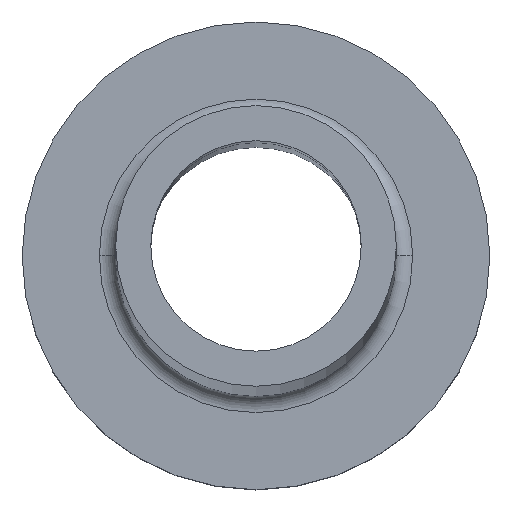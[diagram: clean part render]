
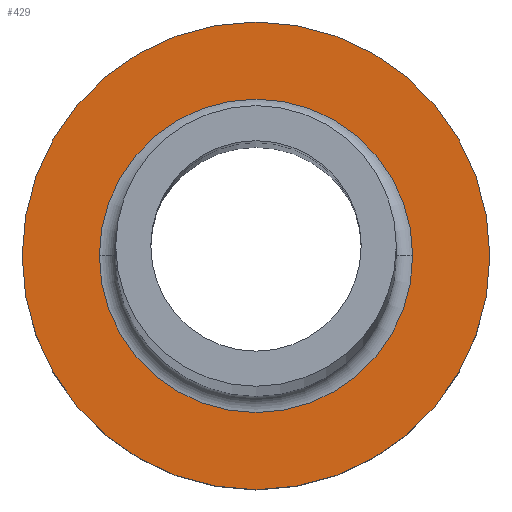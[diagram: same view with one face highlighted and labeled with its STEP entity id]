
A CAD part, top view. The second image highlights one B-rep face of the part: STEP entity #429.
In plain terms, the highlighted planar face has unit normal (0, 0, 1).
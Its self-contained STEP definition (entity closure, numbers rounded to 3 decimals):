
#5 = ORIENTED_EDGE ( 'NONE', *, *, #19, .T. ) ;
#12 = DIRECTION ( 'NONE',  ( 0., 0., -1. ) ) ;
#15 = DIRECTION ( 'NONE',  ( 1., 0., 0. ) ) ;
#19 = EDGE_CURVE ( 'NONE', #234, #130, #422, .T. ) ;
#38 = EDGE_CURVE ( 'NONE', #170, #400, #79, .T. ) ;
#42 = DIRECTION ( 'NONE',  ( 0., 0., 1. ) ) ;
#57 = AXIS2_PLACEMENT_3D ( 'NONE', #124, #307, #15 ) ;
#79 = CIRCLE ( 'NONE', #57, 10. ) ;
#84 = CARTESIAN_POINT ( 'NONE',  ( 0., 0., 7. ) ) ;
#124 = CARTESIAN_POINT ( 'NONE',  ( 0., 0., 7. ) ) ;
#128 = ORIENTED_EDGE ( 'NONE', *, *, #246, .T. ) ;
#130 = VERTEX_POINT ( 'NONE', #420 ) ;
#133 = ORIENTED_EDGE ( 'NONE', *, *, #38, .T. ) ;
#170 = VERTEX_POINT ( 'NONE', #224 ) ;
#171 = DIRECTION ( 'NONE',  ( 1., 0., 0. ) ) ;
#194 = PLANE ( 'NONE',  #404 ) ;
#197 = CIRCLE ( 'NONE', #276, 6.7 ) ;
#222 = CARTESIAN_POINT ( 'NONE',  ( 0., 0., 7. ) ) ;
#224 = CARTESIAN_POINT ( 'NONE',  ( -10., 0., 7. ) ) ;
#225 = EDGE_CURVE ( 'NONE', #130, #234, #197, .T. ) ;
#234 = VERTEX_POINT ( 'NONE', #450 ) ;
#238 = DIRECTION ( 'NONE',  ( 1., 0., 0. ) ) ;
#246 = EDGE_CURVE ( 'NONE', #400, #170, #445, .T. ) ;
#249 = CARTESIAN_POINT ( 'NONE',  ( 0., 0., 7. ) ) ;
#257 = DIRECTION ( 'NONE',  ( 1., 0., 0. ) ) ;
#276 = AXIS2_PLACEMENT_3D ( 'NONE', #222, #288, #257 ) ;
#278 = EDGE_LOOP ( 'NONE', ( #430, #5 ) ) ;
#288 = DIRECTION ( 'NONE',  ( 0., 0., -1. ) ) ;
#307 = DIRECTION ( 'NONE',  ( 0., 0., 1. ) ) ;
#319 = AXIS2_PLACEMENT_3D ( 'NONE', #249, #424, #238 ) ;
#328 = AXIS2_PLACEMENT_3D ( 'NONE', #339, #12, #171 ) ;
#329 = DIRECTION ( 'NONE',  ( 1., 0., 0. ) ) ;
#339 = CARTESIAN_POINT ( 'NONE',  ( 0., 0., 7. ) ) ;
#375 = FACE_BOUND ( 'NONE', #278, .T. ) ;
#382 = EDGE_LOOP ( 'NONE', ( #133, #128 ) ) ;
#400 = VERTEX_POINT ( 'NONE', #456 ) ;
#404 = AXIS2_PLACEMENT_3D ( 'NONE', #84, #42, #329 ) ;
#420 = CARTESIAN_POINT ( 'NONE',  ( 6.7, 0., 7. ) ) ;
#422 = CIRCLE ( 'NONE', #328, 6.7 ) ;
#424 = DIRECTION ( 'NONE',  ( 0., 0., 1. ) ) ;
#429 = ADVANCED_FACE ( 'NONE', ( #375, #435 ), #194, .T. ) ;
#430 = ORIENTED_EDGE ( 'NONE', *, *, #225, .T. ) ;
#435 = FACE_OUTER_BOUND ( 'NONE', #382, .T. ) ;
#445 = CIRCLE ( 'NONE', #319, 10. ) ;
#450 = CARTESIAN_POINT ( 'NONE',  ( -6.7, 0., 7. ) ) ;
#456 = CARTESIAN_POINT ( 'NONE',  ( 10., 0., 7. ) ) ;
